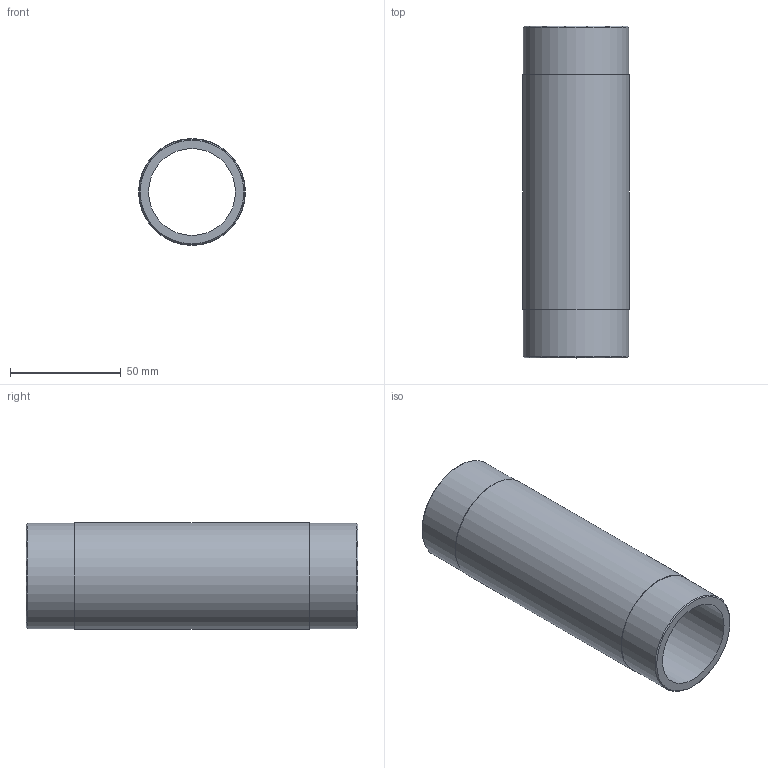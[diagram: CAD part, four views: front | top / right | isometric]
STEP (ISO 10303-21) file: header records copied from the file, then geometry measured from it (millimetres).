
FILE_DESCRIPTION(/* description */ ('Unknown','CAx-IF Rec.Pracs.---Representation and Presentation of Product Manufacturing Information (PMI)---4.0---2014-10-13','CAx-IF Rec.Pracs.---3D Tessellated Geometry---0.4---2014-09-14','2;1'),/* implementation_level */ '2;1');
FILE_NAME(/* name */ '97708712-88-150',/* time_stamp */ '2023-12-01T11:24:37+01:00',/* author */ ('Unknown'),/* organization */ ('Unknown'),/* preprocessor_version */ 'ST-DEVELOPER v18.102',/* originating_system */ 'Solid Edge',/* authorisation */ 'Unknown');
FILE_SCHEMA (('AP242_MANAGED_MODEL_BASED_3D_ENGINEERING_MIM_LF { 1 0 10303 442 1 1 4 }'));
Length unit declared in the file: millimetre
Products named in the file (1): 97708712-1 1_2x150
Bounding box: 48.3 x 150 x 48.3 mm (x, y, z)
Volume: 91193.3 mm3; surface area: 42361.6 mm2
Topology: 1 solids, 1 shells, 10 faces, 19 edges, 13 vertices
Faces by surface type: cylinder 4, plane 4, cone 2
Full cylindrical faces by diameter (mm): 39.3 x1, 47.803 x2, 48.3 x1
Entity records: 300 total; most frequent: DIRECTION 44, CARTESIAN_POINT 32, AXIS2_PLACEMENT_3D 22, ORIENTED_EDGE 20, EDGE_LOOP 20, FACE_BOUND 20, EDGE_CURVE 10, VERTEX_POINT 10
